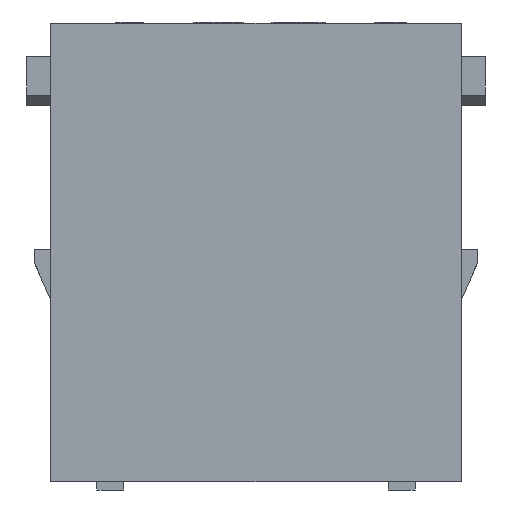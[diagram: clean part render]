
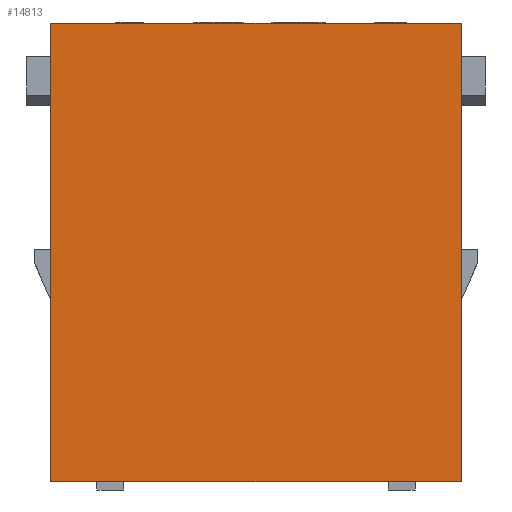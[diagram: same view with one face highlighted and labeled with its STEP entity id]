
A CAD part, left-side view. The second image highlights one B-rep face of the part: STEP entity #14813.
In plain terms, the highlighted planar face has unit normal (-1, 0, 0).
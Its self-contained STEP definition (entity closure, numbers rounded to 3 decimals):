
#85=DIRECTION('',(0.,1.,0.));
#86=VECTOR('',#85,30.4);
#87=CARTESIAN_POINT('',(-7.2,-15.2,0.));
#88=LINE('',#87,#86);
#3377=DIRECTION('',(0.,1.,0.));
#3378=VECTOR('',#3377,30.4);
#3379=CARTESIAN_POINT('',(-7.2,-15.2,-34.));
#3380=LINE('',#3379,#3378);
#3699=DIRECTION('',(0.,0.,-1.));
#3700=VECTOR('',#3699,34.);
#3701=CARTESIAN_POINT('',(-7.2,-15.2,0.));
#3702=LINE('',#3701,#3700);
#3703=DIRECTION('',(0.,0.,1.));
#3704=VECTOR('',#3703,34.);
#3705=CARTESIAN_POINT('',(-7.2,15.2,-34.));
#3706=LINE('',#3705,#3704);
#9205=CARTESIAN_POINT('',(-7.2,-15.2,0.));
#9206=CARTESIAN_POINT('',(-7.2,15.2,0.));
#9207=VERTEX_POINT('',#9205);
#9208=VERTEX_POINT('',#9206);
#9283=CARTESIAN_POINT('',(-7.2,-15.2,-34.));
#9284=CARTESIAN_POINT('',(-7.2,15.2,-34.));
#9285=VERTEX_POINT('',#9283);
#9286=VERTEX_POINT('',#9284);
#14802=CARTESIAN_POINT('',(-7.2,15.2,-18.8));
#14803=DIRECTION('',(-1.,0.,0.));
#14804=DIRECTION('',(0.,-1.,0.));
#14805=AXIS2_PLACEMENT_3D('',#14802,#14803,#14804);
#14806=PLANE('',#14805);
#14807=ORIENTED_EDGE('',*,*,#14702,.T.);
#14808=ORIENTED_EDGE('',*,*,#14340,.T.);
#14809=ORIENTED_EDGE('',*,*,#14763,.T.);
#14810=ORIENTED_EDGE('',*,*,#11614,.F.);
#14811=EDGE_LOOP('',(#14807,#14808,#14809,#14810));
#14812=FACE_OUTER_BOUND('',#14811,.F.);
#14813=ADVANCED_FACE('',(#14812),#14806,.T.);
#11614=EDGE_CURVE('',#9207,#9208,#88,.T.);
#14340=EDGE_CURVE('',#9285,#9286,#3380,.T.);
#14702=EDGE_CURVE('',#9207,#9285,#3702,.T.);
#14763=EDGE_CURVE('',#9286,#9208,#3706,.T.);
